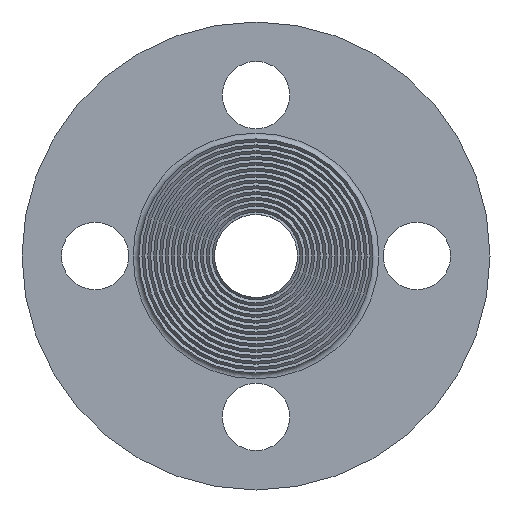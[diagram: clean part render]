
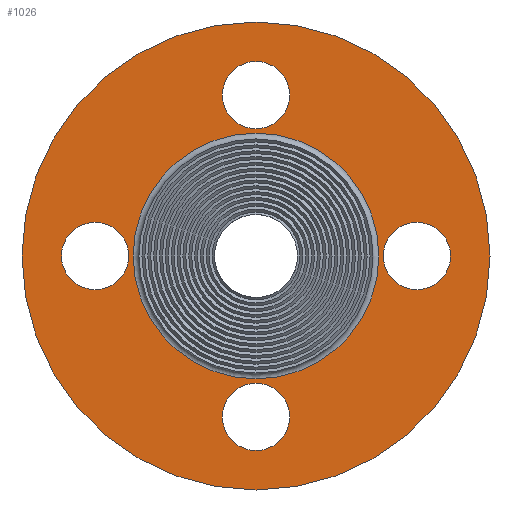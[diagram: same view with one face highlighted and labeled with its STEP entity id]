
A CAD part, left-side view. The second image highlights one B-rep face of the part: STEP entity #1026.
In plain terms, the highlighted planar face has unit normal (-1, 0, 0).
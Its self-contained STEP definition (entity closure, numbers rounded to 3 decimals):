
#15=FACE_BOUND('',#241,.T.);
#16=FACE_BOUND('',#242,.T.);
#17=FACE_BOUND('',#243,.T.);
#18=FACE_BOUND('',#244,.T.);
#19=FACE_BOUND('',#245,.T.);
#26=PLANE('',#1203);
#190=FACE_OUTER_BOUND('',#240,.T.);
#240=EDGE_LOOP('',(#914,#915));
#241=EDGE_LOOP('',(#916));
#242=EDGE_LOOP('',(#917));
#243=EDGE_LOOP('',(#918));
#244=EDGE_LOOP('',(#919));
#245=EDGE_LOOP('',(#920,#921));
#351=CIRCLE('',#1183,5.75);
#354=CIRCLE('',#1187,5.75);
#357=CIRCLE('',#1191,5.75);
#360=CIRCLE('',#1195,5.75);
#363=CIRCLE('',#1199,21.);
#364=CIRCLE('',#1200,21.);
#367=CIRCLE('',#1204,40.);
#368=CIRCLE('',#1205,40.);
#467=VERTEX_POINT('',#1856);
#470=VERTEX_POINT('',#1864);
#473=VERTEX_POINT('',#1872);
#476=VERTEX_POINT('',#1880);
#479=VERTEX_POINT('',#1887);
#480=VERTEX_POINT('',#1889);
#482=VERTEX_POINT('',#1896);
#483=VERTEX_POINT('',#1897);
#618=EDGE_CURVE('',#467,#467,#351,.T.);
#622=EDGE_CURVE('',#470,#470,#354,.T.);
#626=EDGE_CURVE('',#473,#473,#357,.T.);
#630=EDGE_CURVE('',#476,#476,#360,.T.);
#633=EDGE_CURVE('',#480,#479,#363,.T.);
#634=EDGE_CURVE('',#479,#480,#364,.T.);
#637=EDGE_CURVE('',#482,#483,#367,.T.);
#638=EDGE_CURVE('',#483,#482,#368,.T.);
#914=ORIENTED_EDGE('',*,*,#637,.F.);
#915=ORIENTED_EDGE('',*,*,#638,.F.);
#916=ORIENTED_EDGE('',*,*,#618,.T.);
#917=ORIENTED_EDGE('',*,*,#622,.T.);
#918=ORIENTED_EDGE('',*,*,#626,.T.);
#919=ORIENTED_EDGE('',*,*,#630,.T.);
#920=ORIENTED_EDGE('',*,*,#633,.T.);
#921=ORIENTED_EDGE('',*,*,#634,.T.);
#1026=ADVANCED_FACE('',(#190,#15,#16,#17,#18,#19),#26,.T.);
#1183=AXIS2_PLACEMENT_3D('',#1858,#1516,#1517);
#1187=AXIS2_PLACEMENT_3D('',#1866,#1525,#1526);
#1191=AXIS2_PLACEMENT_3D('',#1874,#1534,#1535);
#1195=AXIS2_PLACEMENT_3D('',#1882,#1543,#1544);
#1199=AXIS2_PLACEMENT_3D('',#1890,#1551,#1552);
#1200=AXIS2_PLACEMENT_3D('',#1891,#1553,#1554);
#1203=AXIS2_PLACEMENT_3D('',#1895,#1559,#1560);
#1204=AXIS2_PLACEMENT_3D('',#1898,#1561,#1562);
#1205=AXIS2_PLACEMENT_3D('',#1899,#1563,#1564);
#1516=DIRECTION('center_axis',(1.,0.,0.));
#1517=DIRECTION('ref_axis',(0.,0.,-1.));
#1525=DIRECTION('center_axis',(1.,0.,0.));
#1526=DIRECTION('ref_axis',(0.,0.,-1.));
#1534=DIRECTION('center_axis',(1.,0.,0.));
#1535=DIRECTION('ref_axis',(0.,0.,-1.));
#1543=DIRECTION('center_axis',(1.,0.,0.));
#1544=DIRECTION('ref_axis',(0.,0.,-1.));
#1551=DIRECTION('center_axis',(1.,0.,0.));
#1552=DIRECTION('ref_axis',(0.,1.,0.));
#1553=DIRECTION('center_axis',(1.,0.,0.));
#1554=DIRECTION('ref_axis',(0.,1.,0.));
#1559=DIRECTION('center_axis',(-1.,0.,0.));
#1560=DIRECTION('ref_axis',(0.,0.,1.));
#1561=DIRECTION('center_axis',(1.,0.,0.));
#1562=DIRECTION('ref_axis',(0.,1.,0.));
#1563=DIRECTION('center_axis',(1.,0.,0.));
#1564=DIRECTION('ref_axis',(0.,1.,0.));
#1856=CARTESIAN_POINT('',(0.,-27.5,5.75));
#1858=CARTESIAN_POINT('Origin',(0.,-27.5,0.));
#1864=CARTESIAN_POINT('',(0.,0.,-21.75));
#1866=CARTESIAN_POINT('Origin',(0.,0.,-27.5));
#1872=CARTESIAN_POINT('',(0.,0.,33.25));
#1874=CARTESIAN_POINT('Origin',(0.,0.,27.5));
#1880=CARTESIAN_POINT('',(0.,27.5,5.75));
#1882=CARTESIAN_POINT('Origin',(0.,27.5,0.));
#1887=CARTESIAN_POINT('',(0.,0.,21.));
#1889=CARTESIAN_POINT('',(0.,21.,0.));
#1890=CARTESIAN_POINT('Origin',(0.,0.,0.));
#1891=CARTESIAN_POINT('Origin',(0.,0.,0.));
#1895=CARTESIAN_POINT('Origin',(0.,30.5,0.));
#1896=CARTESIAN_POINT('',(0.,40.,0.));
#1897=CARTESIAN_POINT('',(0.,-40.,0.));
#1898=CARTESIAN_POINT('Origin',(0.,0.,0.));
#1899=CARTESIAN_POINT('Origin',(0.,0.,0.));
